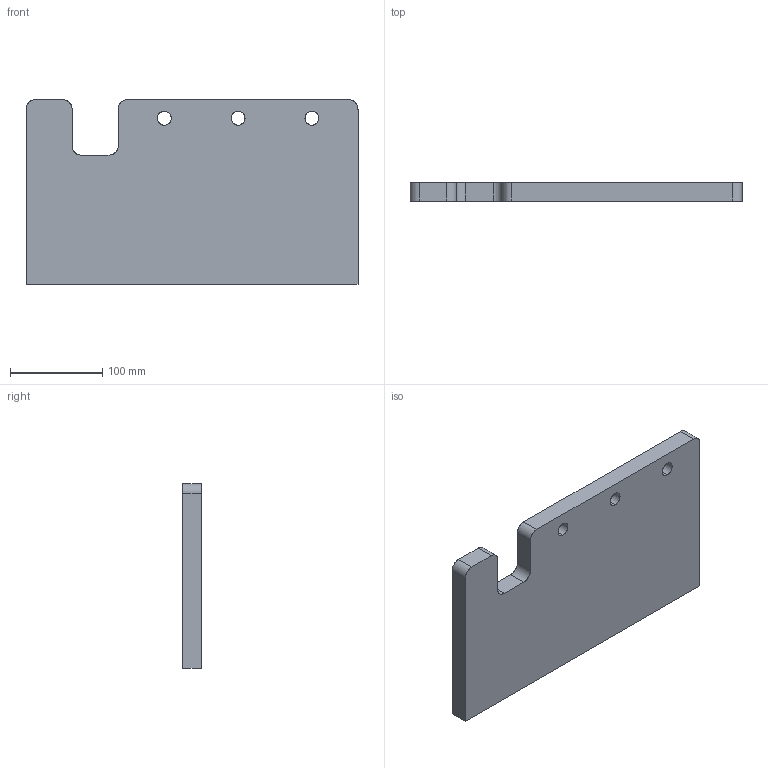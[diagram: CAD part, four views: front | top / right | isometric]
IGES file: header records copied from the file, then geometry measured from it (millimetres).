
Start section: SolidWorks IGES file using analytic representation for surfaces
Global section: file name: Pièce1.IGS; native system: SolidWorks 2015; preprocessor: SolidWorks 2015; author: Alain; date: 170322.152634; units: millimetre
Bounding box: 360 x 20 x 200 mm (x, y, z)
Surface area: 187782 mm2 (no closed solid volume)
Topology: 0 solids, 0 shells, 160 faces, 2672 edges, 2660 vertices
Faces by surface type: revolution 104, bspline 56
